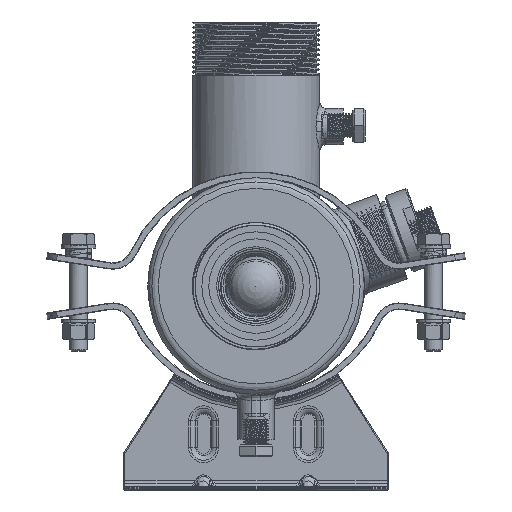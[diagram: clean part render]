
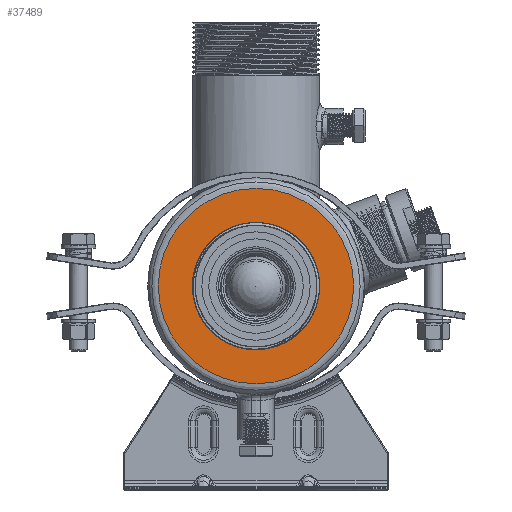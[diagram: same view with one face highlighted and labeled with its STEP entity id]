
A CAD part, left-side view. The second image highlights one B-rep face of the part: STEP entity #37489.
In plain terms, the highlighted planar face has unit normal (-1, 0, 0).
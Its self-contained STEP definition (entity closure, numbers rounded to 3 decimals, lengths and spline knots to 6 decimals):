
#4591=PLANE('',#40264);
#8803=ORIENTED_EDGE('',*,*,#20798,.T.);
#8804=ORIENTED_EDGE('',*,*,#20797,.F.);
#20797=EDGE_CURVE('',#26797,#26797,#30777,.T.);
#20798=EDGE_CURVE('',#26798,#26798,#30778,.T.);
#26797=VERTEX_POINT('',#50508);
#26798=VERTEX_POINT('',#50511);
#30777=CIRCLE('',#40263,0.0458);
#30778=CIRCLE('',#40265,0.0294);
#31745=EDGE_LOOP('',(#8803));
#31746=EDGE_LOOP('',(#8804));
#34429=FACE_BOUND('',#31745,.T.);
#34430=FACE_BOUND('',#31746,.T.);
#37489=ADVANCED_FACE('',(#34429,#34430),#4591,.T.);
#40263=AXIS2_PLACEMENT_3D('',#50507,#43029,#43030);
#40264=AXIS2_PLACEMENT_3D('',#50509,#43031,#43032);
#40265=AXIS2_PLACEMENT_3D('',#50510,#43033,#43034);
#43029=DIRECTION('',(1.,0.,0.));
#43030=DIRECTION('',(0.,0.,-1.));
#43031=DIRECTION('',(-1.,0.,0.));
#43032=DIRECTION('',(0.,0.,1.));
#43033=DIRECTION('',(1.,0.,0.));
#43034=DIRECTION('',(0.,0.,-1.));
#50507=CARTESIAN_POINT('',(-1.212,0.,0.));
#50508=CARTESIAN_POINT('',(-1.212,0.,-0.0458));
#50509=CARTESIAN_POINT('',(-1.212,0.,0.0376));
#50510=CARTESIAN_POINT('',(-1.212,0.,0.));
#50511=CARTESIAN_POINT('',(-1.212,0.,-0.0294));
